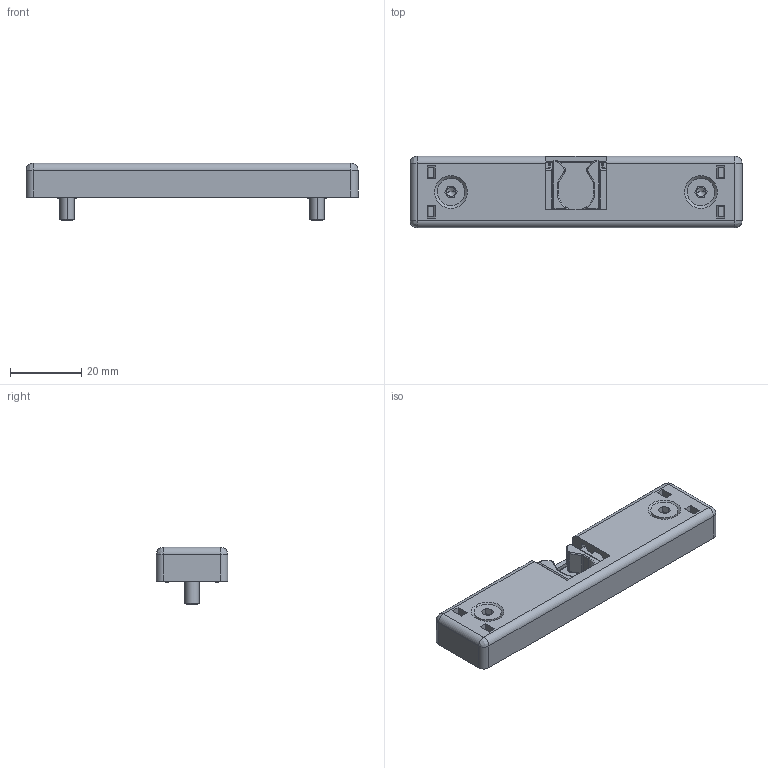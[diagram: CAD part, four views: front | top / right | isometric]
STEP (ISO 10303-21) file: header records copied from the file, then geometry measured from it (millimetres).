
FILE_DESCRIPTION (( 'STEP AP214' ), '1' );
FILE_NAME ('7340030', '2019-01-30T09:21:54', ( '' ), ('JUGARD+KÜNSTNER GmbH'), 'SwSTEP 2.0', 'SolidWorks 2017', '' );
FILE_SCHEMA (( 'AUTOMOTIVE_DESIGN' ));
Length unit declared in the file: millimetre
Products named in the file (6): Part2; 7340030; Part4; Part3; Part5; Part6
Assembly tree (6 placements, depth 2):
  7340030
    Part6
    Part4
    Part3
    Part5
    Part2  x2
Bounding box: 93 x 20 x 16.09 mm (x, y, z)
Volume: 13918.3 mm3; surface area: 15014.6 mm2
Topology: 6 solids, 6 shells, 968 faces, 2263 edges, 1268 vertices
Faces by surface type: cylinder 411, bspline 262, plane 233, cone 62
Entity records: 31820 total; most frequent: CARTESIAN_POINT 11743, ORIENTED_EDGE 4322, DIRECTION 3949, EDGE_CURVE 2161, AXIS2_PLACEMENT_3D 1440, VERTEX_POINT 1241, LINE 1069, VECTOR 1069
